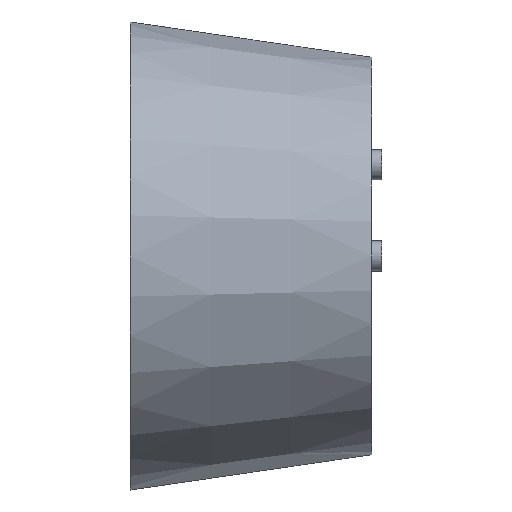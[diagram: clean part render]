
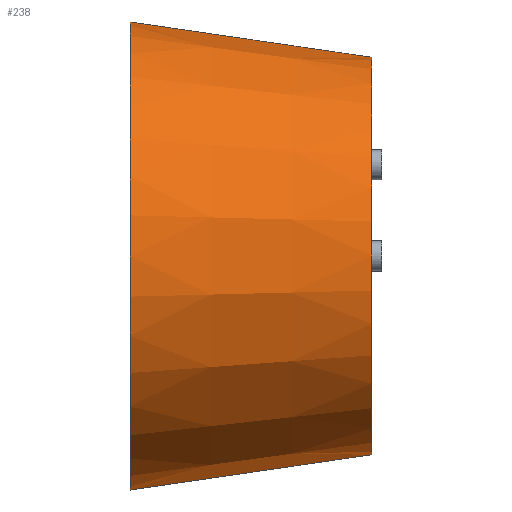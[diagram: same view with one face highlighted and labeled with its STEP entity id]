
A CAD part, left-side view. The second image highlights one B-rep face of the part: STEP entity #238.
In plain terms, the highlighted conical face has half-angle 8.3 degrees and reference radius 39.221 mm.
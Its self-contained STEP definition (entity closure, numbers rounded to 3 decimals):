
#9 = CONICAL_SURFACE ( 'NONE', #455, 39.221, 0.145 ) ;
#58 = EDGE_CURVE ( 'NONE', #228, #291, #235, .T. ) ;
#78 = VECTOR ( 'NONE', #557, 1000. ) ;
#122 = CARTESIAN_POINT ( 'NONE',  ( 0., 273.849, 39.221 ) ) ;
#128 = CIRCLE ( 'NONE', #507, 46.181 ) ;
#162 = CIRCLE ( 'NONE', #800, 39.221 ) ;
#182 = FACE_OUTER_BOUND ( 'NONE', #764, .T. ) ;
#228 = VERTEX_POINT ( 'NONE', #1056 ) ;
#235 = LINE ( 'NONE', #122, #78 ) ;
#238 = ADVANCED_FACE ( 'NONE', ( #182 ), #9, .T. ) ;
#291 = VERTEX_POINT ( 'NONE', #773 ) ;
#303 = EDGE_CURVE ( 'NONE', #228, #490, #162, .T. ) ;
#424 = VECTOR ( 'NONE', #953, 1000. ) ;
#441 = DIRECTION ( 'NONE',  ( 0., -1., 0. ) ) ;
#455 = AXIS2_PLACEMENT_3D ( 'NONE', #917, #761, #489 ) ;
#489 = DIRECTION ( 'NONE',  ( 0., 0., 1. ) ) ;
#490 = VERTEX_POINT ( 'NONE', #763 ) ;
#507 = AXIS2_PLACEMENT_3D ( 'NONE', #729, #796, #542 ) ;
#515 = CARTESIAN_POINT ( 'NONE',  ( 0., 273.849, 0. ) ) ;
#542 = DIRECTION ( 'NONE',  ( 0., 0., -1. ) ) ;
#545 = EDGE_CURVE ( 'NONE', #291, #902, #128, .T. ) ;
#557 = DIRECTION ( 'NONE',  ( 0., 0.99, 0.144 ) ) ;
#593 = ORIENTED_EDGE ( 'NONE', *, *, #545, .T. ) ;
#611 = DIRECTION ( 'NONE',  ( 0., 0., -1. ) ) ;
#663 = ORIENTED_EDGE ( 'NONE', *, *, #303, .F. ) ;
#729 = CARTESIAN_POINT ( 'NONE',  ( 0., 321.561, 0. ) ) ;
#761 = DIRECTION ( 'NONE',  ( 0., 1., 0. ) ) ;
#763 = CARTESIAN_POINT ( 'NONE',  ( 0., 273.849, -39.221 ) ) ;
#764 = EDGE_LOOP ( 'NONE', ( #984, #663, #1037, #593 ) ) ;
#773 = CARTESIAN_POINT ( 'NONE',  ( 0., 321.561, 46.181 ) ) ;
#796 = DIRECTION ( 'NONE',  ( 0., -1., 0. ) ) ;
#797 = CARTESIAN_POINT ( 'NONE',  ( 0., 273.849, -39.221 ) ) ;
#800 = AXIS2_PLACEMENT_3D ( 'NONE', #515, #441, #611 ) ;
#857 = CARTESIAN_POINT ( 'NONE',  ( 0., 321.561, -46.181 ) ) ;
#865 = EDGE_CURVE ( 'NONE', #490, #902, #957, .T. ) ;
#902 = VERTEX_POINT ( 'NONE', #857 ) ;
#917 = CARTESIAN_POINT ( 'NONE',  ( 0., 273.849, 0. ) ) ;
#953 = DIRECTION ( 'NONE',  ( 0., 0.99, -0.144 ) ) ;
#957 = LINE ( 'NONE', #797, #424 ) ;
#984 = ORIENTED_EDGE ( 'NONE', *, *, #865, .F. ) ;
#1037 = ORIENTED_EDGE ( 'NONE', *, *, #58, .T. ) ;
#1056 = CARTESIAN_POINT ( 'NONE',  ( 0., 273.849, 39.221 ) ) ;
